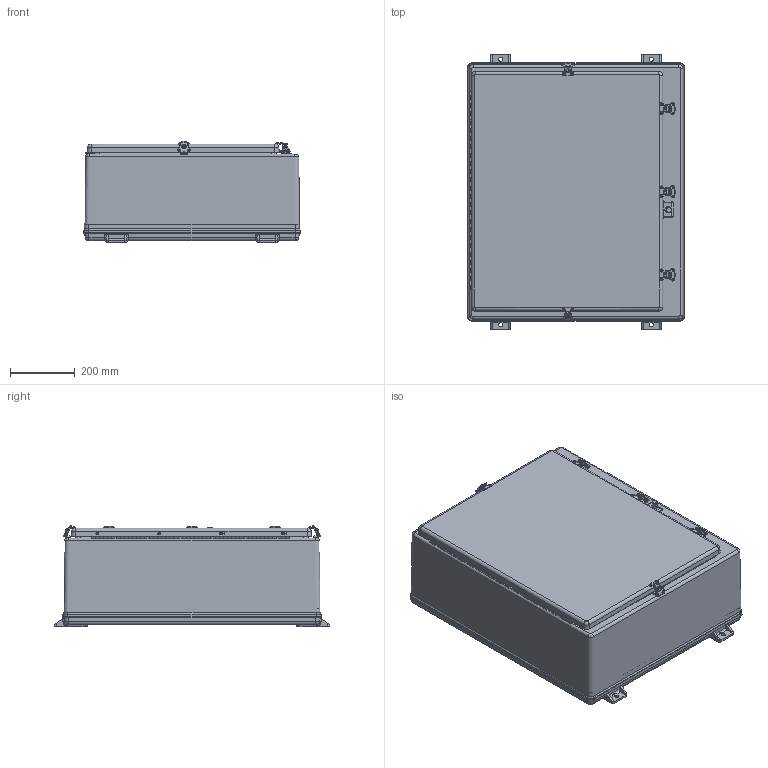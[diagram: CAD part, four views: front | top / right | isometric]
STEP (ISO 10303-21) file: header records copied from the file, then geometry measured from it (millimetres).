
FILE_DESCRIPTION(/* description */ (''),/* implementation_level */ '2;1');
FILE_NAME(/* name */ 'HW-N4X302410CH.stp',/* time_stamp */ '2014-03-13T14:30:00-05:00',/* author */ ('pmescher'),/* organization */ (''),/* preprocessor_version */ 'ST-DEVELOPER v15.2',/* originating_system */ 'Autodesk Inventor 2014',/* authorisation */ '');
FILE_SCHEMA (('AUTOMOTIVE_DESIGN { 1 0 10303 214 3 1 1 }'));
Length unit declared in the file: inch
Products named in the file (26): WPN302410SHWT; WPN3024B; WPN302410HWTPCVR; N302410G; WPN3024HWU; 10-24 X 0.375 DP BRASS INSERT; LL150  LATCH KEEPER PAD; LL150 LATCH RIVET PIN; LL150 KEEPER PAD ASSEMBLY; LL150 LATCH CAM; LL150 LATCH WING; LL150 LATCH BASE; LL150 LATCH HINGE PIN; N SERIES LL150 LATCH; WT150 LATCH BASE; N SERIES WT LL150 LATCH; HASP; HASP INSERT; HASP SCREW; HASP ASSEMBLY; SS HINGE PIN (24); SS HINGE BASE  (24); SS HINGE COVER (24); RMRIV64; 24; N302410HWT_STP
Bounding box: 668.34 x 848.52 x 311.7 mm (x, y, z)
Volume: 10564887.2 mm3; surface area: 4242620.1 mm2
Topology: 65 solids, 65 shells, 1802 faces, 4378 edges, 2694 vertices
Faces by surface type: cylinder 710, plane 694, torus 192, bspline 96, sphere 62, cone 48
Full cylindrical faces by diameter (mm): 1.587 x20, 2.54 x8, 3.175 x49, 3.302 x38, 3.429 x10, 3.5 x10, 3.556 x20, 3.683 x2, 3.969 x10, 4.762 x18, 5.08 x10, 5.105 x9, 5.11 x1, 6.35 x1, 7.137 x6, 8.64 x2, 9.068 x8, 10.312 x1, 12.954 x2, 12.959 x2, 14.3 x4
Entity records: 33327 total; most frequent: CARTESIAN_POINT 9404, DIRECTION 5052, ORIENTED_EDGE 4526, EDGE_CURVE 2263, AXIS2_PLACEMENT_3D 1912, VERTEX_POINT 1519, EDGE_LOOP 1366, LINE 1228
